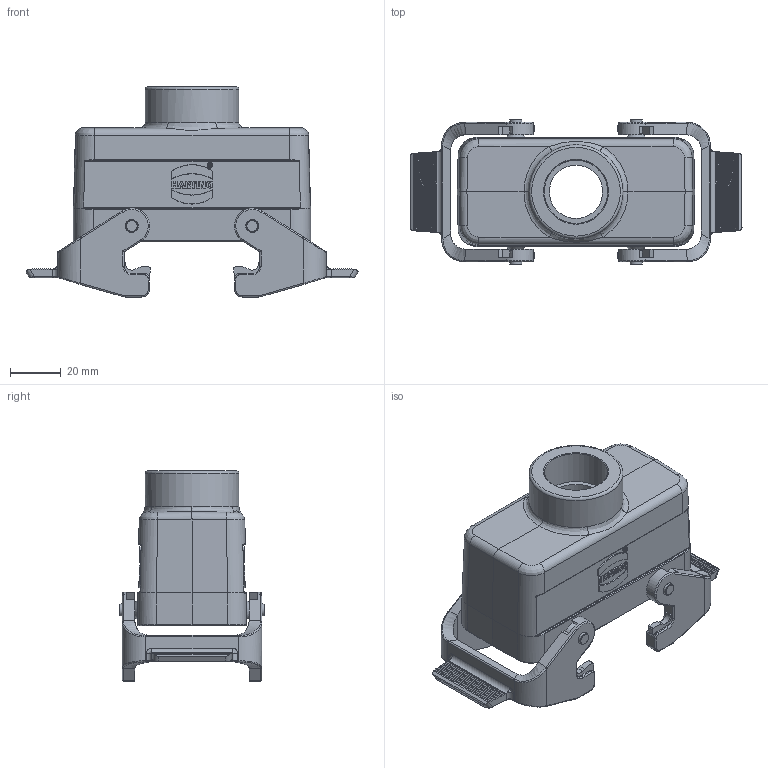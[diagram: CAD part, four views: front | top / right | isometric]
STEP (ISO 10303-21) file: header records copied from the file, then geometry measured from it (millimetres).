
FILE_DESCRIPTION(/* description */ (''),/* implementation_level */ '2;1');
FILE_NAME(/* name */ '100094868ugm000_c.stp',/* time_stamp */ '2017-10-27T11:28:58+02:00',/* author */ (''),/* organization */ (''),/* preprocessor_version */ 'ST-DEVELOPER v16',/* originating_system */ 'SIEMENS PLM Software NX 10.0',/* authorisation */ '');
FILE_SCHEMA (('AUTOMOTIVE_DESIGN { 1 0 10303 214 3 1 1 1 }'));
Length unit declared in the file: millimetre
Products named in the file (1): 100094868ugm000_c
Bounding box: 130.9 x 57.2 x 82.8 mm (x, y, z)
Volume: 75127.3 mm3; surface area: 45622.7 mm2
Topology: 3 solids, 3 shells, 981 faces, 3035 edges, 2645 vertices
Faces by surface type: plane 573, cylinder 197, bspline 158, cone 39, torus 14
Full cylindrical faces by diameter (mm): 3 x4, 5.1 x4, 21 x1, 25 x1, 37 x1
Entity records: 42114 total; most frequent: CARTESIAN_POINT 12984, ORIENTED_EDGE 4878, DIRECTION 4471, EDGE_CURVE 2439, LINE 1789, VECTOR 1789, VERTEX_POINT 1575, AXIS2_PLACEMENT_3D 1341
